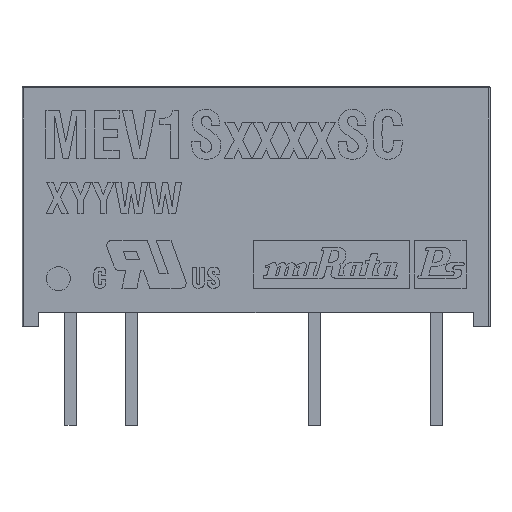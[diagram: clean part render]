
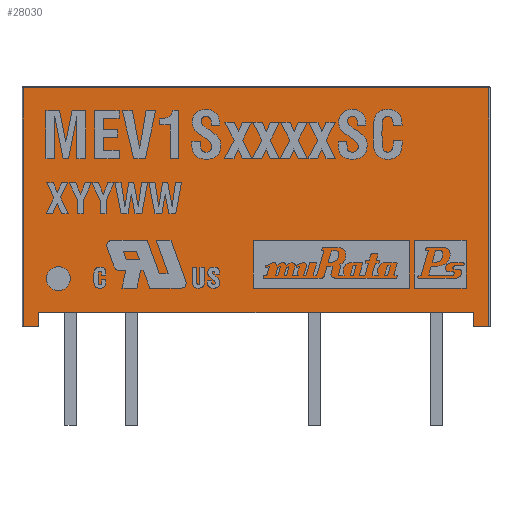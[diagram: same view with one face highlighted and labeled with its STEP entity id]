
A CAD part, top view. The second image highlights one B-rep face of the part: STEP entity #28030.
In plain terms, the highlighted planar face has unit normal (0, 0, 1).
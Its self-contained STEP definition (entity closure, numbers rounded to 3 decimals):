
#111 = DIRECTION ( 'NONE',  ( 0., 0., -1. ) ) ;
#352 = ORIENTED_EDGE ( 'NONE', *, *, #4555, .T. ) ;
#361 = VERTEX_POINT ( 'NONE', #2978 ) ;
#784 = CARTESIAN_POINT ( 'NONE',  ( -1.33, 4.1, 4.75 ) ) ;
#1414 = DIRECTION ( 'NONE',  ( -1., 0., 0. ) ) ;
#1471 = CARTESIAN_POINT ( 'NONE',  ( 17.42, 14.05, 4.75 ) ) ;
#2978 = CARTESIAN_POINT ( 'NONE',  ( 16.77, 4.7, 4.75 ) ) ;
#4555 = EDGE_CURVE ( 'NONE', #18840, #6206, #26174, .T. ) ;
#4638 = VECTOR ( 'NONE', #9650, 1000. ) ;
#4944 = DIRECTION ( 'NONE',  ( 0., -1., 0. ) ) ;
#6206 = VERTEX_POINT ( 'NONE', #13418 ) ;
#6566 = AXIS2_PLACEMENT_3D ( 'NONE', #15459, #111, #17987 ) ;
#6716 = DIRECTION ( 'NONE',  ( 0., -1., 0. ) ) ;
#6837 = VERTEX_POINT ( 'NONE', #1471 ) ;
#6853 = CARTESIAN_POINT ( 'NONE',  ( -1.33, 4.7, 4.75 ) ) ;
#7055 = EDGE_CURVE ( 'NONE', #32582, #6206, #31091, .T. ) ;
#8172 = CARTESIAN_POINT ( 'NONE',  ( -1.33, 4.7, 4.75 ) ) ;
#8343 = LINE ( 'NONE', #27340, #27758 ) ;
#8382 = EDGE_CURVE ( 'NONE', #361, #31131, #22679, .T. ) ;
#9028 = EDGE_CURVE ( 'NONE', #32582, #26584, #8343, .T. ) ;
#9650 = DIRECTION ( 'NONE',  ( -1., 0., 0. ) ) ;
#11375 = ORIENTED_EDGE ( 'NONE', *, *, #7055, .F. ) ;
#11559 = ORIENTED_EDGE ( 'NONE', *, *, #16463, .F. ) ;
#12011 = VECTOR ( 'NONE', #18794, 1000. ) ;
#12715 = VECTOR ( 'NONE', #6716, 1000. ) ;
#12806 = PLANE ( 'NONE',  #6566 ) ;
#13039 = VECTOR ( 'NONE', #27212, 1000. ) ;
#13418 = CARTESIAN_POINT ( 'NONE',  ( -1.98, 4.1, 4.75 ) ) ;
#15459 = CARTESIAN_POINT ( 'NONE',  ( -2.03, 4.1, 4.75 ) ) ;
#16001 = VECTOR ( 'NONE', #4944, 1000. ) ;
#16463 = EDGE_CURVE ( 'NONE', #17092, #31131, #23416, .T. ) ;
#16708 = VECTOR ( 'NONE', #1414, 1000. ) ;
#17092 = VERTEX_POINT ( 'NONE', #24642 ) ;
#17930 = EDGE_CURVE ( 'NONE', #26584, #361, #19758, .T. ) ;
#17987 = DIRECTION ( 'NONE',  ( 1., 0., 0. ) ) ;
#18153 = LINE ( 'NONE', #32337, #4638 ) ;
#18318 = ORIENTED_EDGE ( 'NONE', *, *, #9028, .T. ) ;
#18794 = DIRECTION ( 'NONE',  ( 0., 1., 0. ) ) ;
#18840 = VERTEX_POINT ( 'NONE', #27318 ) ;
#19357 = CARTESIAN_POINT ( 'NONE',  ( -1.98, 4.1, 4.75 ) ) ;
#19758 = LINE ( 'NONE', #6853, #13039 ) ;
#20978 = ORIENTED_EDGE ( 'NONE', *, *, #17930, .T. ) ;
#21817 = ORIENTED_EDGE ( 'NONE', *, *, #8382, .T. ) ;
#22640 = EDGE_CURVE ( 'NONE', #17092, #6837, #32192, .T. ) ;
#22679 = LINE ( 'NONE', #22685, #16001 ) ;
#22685 = CARTESIAN_POINT ( 'NONE',  ( 16.77, 4.1, 4.75 ) ) ;
#23180 = CARTESIAN_POINT ( 'NONE',  ( 16.77, 4.1, 4.75 ) ) ;
#23416 = LINE ( 'NONE', #31886, #16708 ) ;
#24642 = CARTESIAN_POINT ( 'NONE',  ( 17.42, 4.1, 4.75 ) ) ;
#26174 = LINE ( 'NONE', #19357, #12715 ) ;
#26584 = VERTEX_POINT ( 'NONE', #8172 ) ;
#27212 = DIRECTION ( 'NONE',  ( 1., 0., 0. ) ) ;
#27318 = CARTESIAN_POINT ( 'NONE',  ( -1.98, 14.05, 4.75 ) ) ;
#27340 = CARTESIAN_POINT ( 'NONE',  ( -1.33, 4.1, 4.75 ) ) ;
#27758 = VECTOR ( 'NONE', #29887, 1000. ) ;
#28030 = ADVANCED_FACE ( 'NONE', ( #30412 ), #12806, .F. ) ;
#28620 = CARTESIAN_POINT ( 'NONE',  ( -2.03, 4.1, 4.75 ) ) ;
#29887 = DIRECTION ( 'NONE',  ( 0., 1., 0. ) ) ;
#30125 = ORIENTED_EDGE ( 'NONE', *, *, #22640, .T. ) ;
#30273 = VECTOR ( 'NONE', #31142, 1000. ) ;
#30412 = FACE_OUTER_BOUND ( 'NONE', #32292, .T. ) ;
#31091 = LINE ( 'NONE', #28620, #30273 ) ;
#31131 = VERTEX_POINT ( 'NONE', #23180 ) ;
#31142 = DIRECTION ( 'NONE',  ( -1., 0., 0. ) ) ;
#31410 = CARTESIAN_POINT ( 'NONE',  ( 17.42, 4.1, 4.75 ) ) ;
#31796 = ORIENTED_EDGE ( 'NONE', *, *, #32010, .T. ) ;
#31886 = CARTESIAN_POINT ( 'NONE',  ( -2.03, 4.1, 4.75 ) ) ;
#32010 = EDGE_CURVE ( 'NONE', #6837, #18840, #18153, .T. ) ;
#32192 = LINE ( 'NONE', #31410, #12011 ) ;
#32292 = EDGE_LOOP ( 'NONE', ( #11559, #30125, #31796, #352, #11375, #18318, #20978, #21817 ) ) ;
#32337 = CARTESIAN_POINT ( 'NONE',  ( -2.03, 14.05, 4.75 ) ) ;
#32582 = VERTEX_POINT ( 'NONE', #784 ) ;
